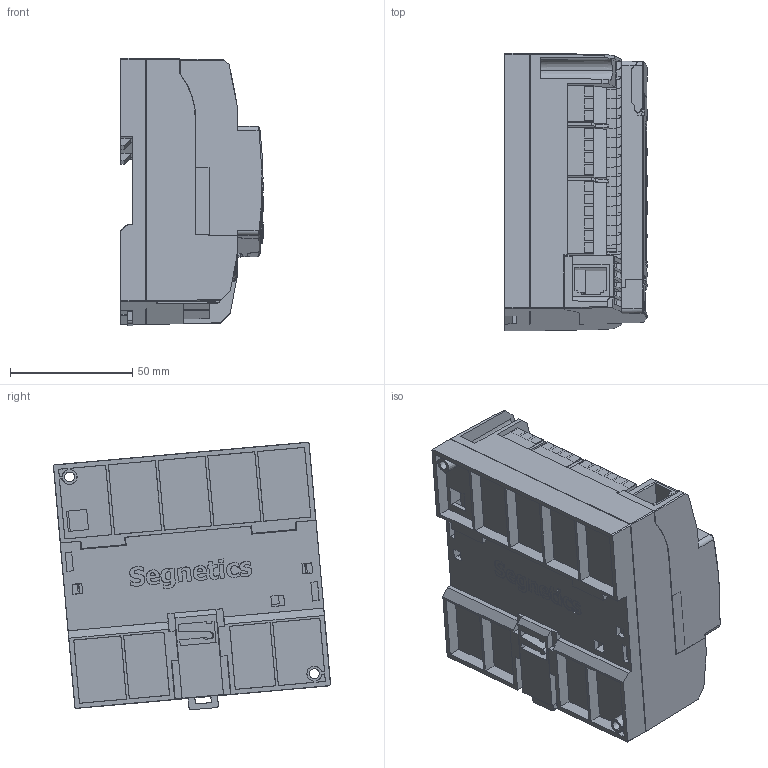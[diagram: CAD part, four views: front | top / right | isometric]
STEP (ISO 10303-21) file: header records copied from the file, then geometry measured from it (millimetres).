
FILE_DESCRIPTION (( 'STEP AP203' ), '1' );
FILE_NAME ('Pixel.STEP', '2013-10-02T14:20:46', ( 'User' ), ( '' ), 'SwSTEP 2.0', 'SolidWorks 2012', '' );
FILE_SCHEMA (( 'CONFIG_CONTROL_DESIGN' ));
Products named in the file (3): Pixel; NONE5-1-4; segnetics01_26_001-1-4
Assembly tree (2 placements, depth 2):
  Pixel
    segnetics01_26_001-1-4
    NONE5-1-4
Bounding box: 58.3 x 113.38 x 109.4 mm (x, y, z)
Volume: 599747.2 mm3; surface area: 201712.8 mm2
Topology: 2 solids, 4 shells, 2898 faces, 8500 edges, 5593 vertices
Faces by surface type: plane 2214, cylinder 361, bspline 253, cone 70
Entity records: 110417 total; most frequent: CARTESIAN_POINT 36371, ORIENTED_EDGE 16996, DIRECTION 12677, EDGE_CURVE 8498, VECTOR 6553, LINE 6553, VERTEX_POINT 5592, EDGE_LOOP 3096
